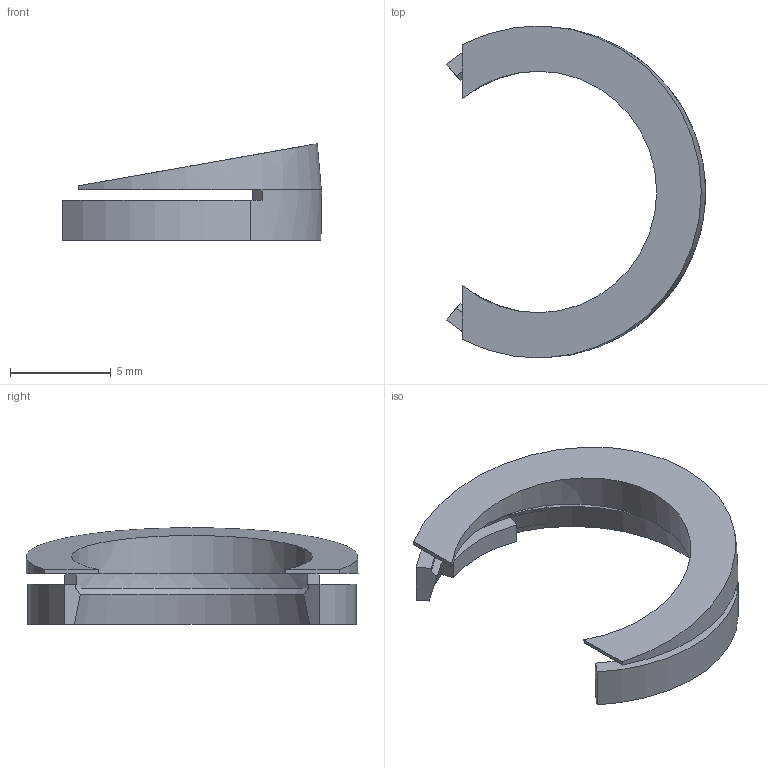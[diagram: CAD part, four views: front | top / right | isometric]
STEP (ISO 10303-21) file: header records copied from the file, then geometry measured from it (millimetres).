
FILE_DESCRIPTION(/* description */ (''),/* implementation_level */ '2;1');
FILE_NAME(/* name */ 'LensClipR V1.step',/* time_stamp */ '2026-01-22T12:30:56-05:00',/* author */ (''),/* organization */ (''),/* preprocessor_version */ 'ST-DEVELOPER v20.1',/* originating_system */ 'Autodesk Translation Framework v14.21.0.0',/* authorisation */ '');
FILE_SCHEMA (('AUTOMOTIVE_DESIGN { 1 0 10303 214 3 1 1 }'));
Length unit declared in the file: millimetre
Products named in the file (1): LensClipR V1
Bounding box: 12.87 x 16.49 x 4.8 mm (x, y, z)
Volume: 161.4 mm3; surface area: 418.2 mm2
Topology: 1 solids, 1 shells, 33 faces, 85 edges, 54 vertices
Faces by surface type: plane 18, cylinder 7, cone 6, bspline 2
Entity records: 1078 total; most frequent: CARTESIAN_POINT 237, DIRECTION 180, ORIENTED_EDGE 170, EDGE_CURVE 85, AXIS2_PLACEMENT_3D 68, VERTEX_POINT 54, LINE 44, VECTOR 44
